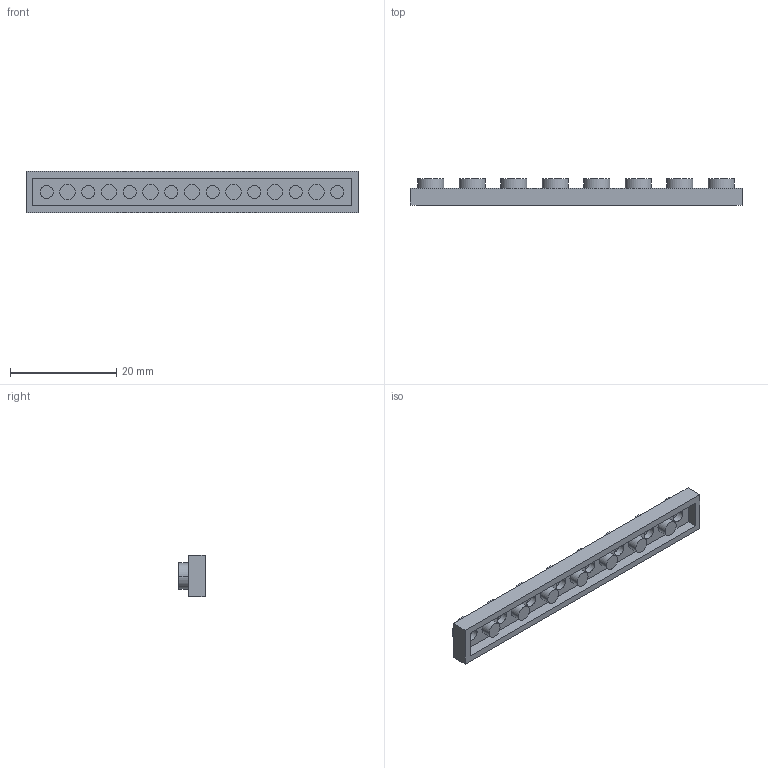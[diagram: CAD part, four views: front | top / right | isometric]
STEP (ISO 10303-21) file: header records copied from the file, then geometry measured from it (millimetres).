
FILE_DESCRIPTION((''),'1');
FILE_NAME('BRICK_THIN_SINGLE','2000-08-24T',('ujkopena'),(''),'PRO/ENGINEER BY PARAMETRIC TECHNOLOGY CORPORATION, 1999390','PRO/ENGINEER BY PARAMETRIC TECHNOLOGY CORPORATION, 1999390','');
FILE_SCHEMA(('CONFIG_CONTROL_DESIGN'));
Length unit declared in the file: metre
Products named in the file (1): BRICK_THIN_SINGLE
Bounding box: 62.4 x 4.96 x 7.8 mm (x, y, z)
Volume: 1257.4 mm3; surface area: 2087.7 mm2
Topology: 1 solids, 1 shells, 80 faces, 162 edges, 108 vertices
Faces by surface type: cylinder 46, plane 34
Entity records: 2176 total; most frequent: DIRECTION 414, CARTESIAN_POINT 350, ORIENTED_EDGE 324, AXIS2_PLACEMENT_3D 172, EDGE_CURVE 162, VERTEX_POINT 108, EDGE_LOOP 104, CIRCLE 92
